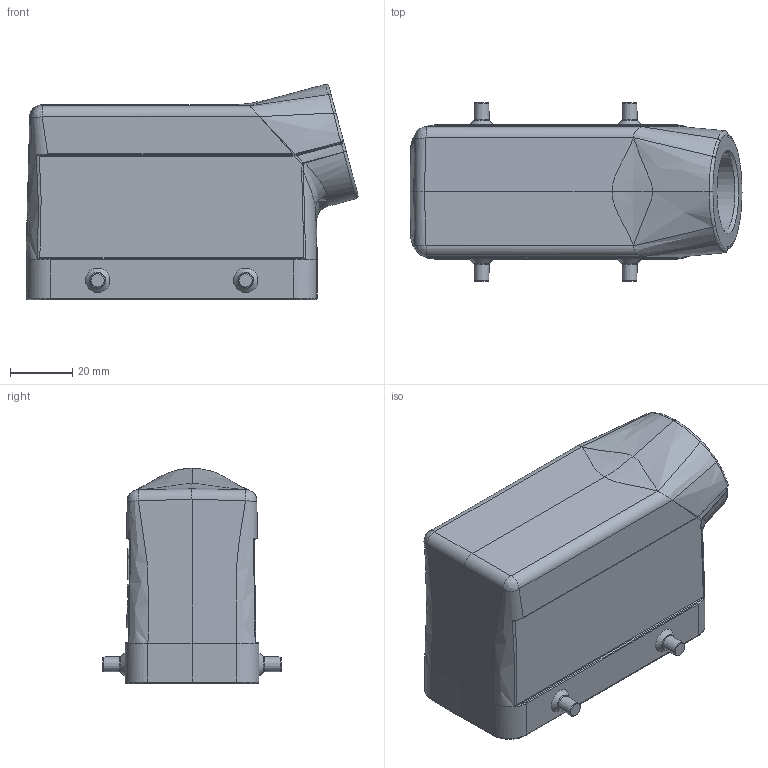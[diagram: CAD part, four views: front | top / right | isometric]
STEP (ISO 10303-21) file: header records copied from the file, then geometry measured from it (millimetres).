
FILE_DESCRIPTION(/* description */ (''),/* implementation_level */ '2;1');
FILE_NAME(/* name */ '100094861ugm000_d.stp',/* time_stamp */ '2017-10-27T11:34:48+02:00',/* author */ (''),/* organization */ (''),/* preprocessor_version */ 'ST-DEVELOPER v16',/* originating_system */ 'SIEMENS PLM Software NX 10.0',/* authorisation */ '');
FILE_SCHEMA (('AUTOMOTIVE_DESIGN { 1 0 10303 214 3 1 1 1 }'));
Length unit declared in the file: millimetre
Products named in the file (1): 100094861ugm000_d
Bounding box: 106.56 x 57.2 x 69.11 mm (x, y, z)
Volume: 73980 mm3; surface area: 39767.3 mm2
Topology: 1 solids, 1 shells, 419 faces, 1534 edges, 1642 vertices
Faces by surface type: plane 144, bspline 138, cylinder 96, cone 29, torus 12
Full cylindrical faces by diameter (mm): 3 x4, 21 x1, 25 x1
Entity records: 20640 total; most frequent: CARTESIAN_POINT 8202, ORIENTED_EDGE 1892, DIRECTION 1727, EDGE_CURVE 946, PRESENTATION_STYLE_ASSIGNMENT 629, B_SPLINE_CURVE_WITH_KNOTS 593, VERTEX_POINT 583, LINE 579
